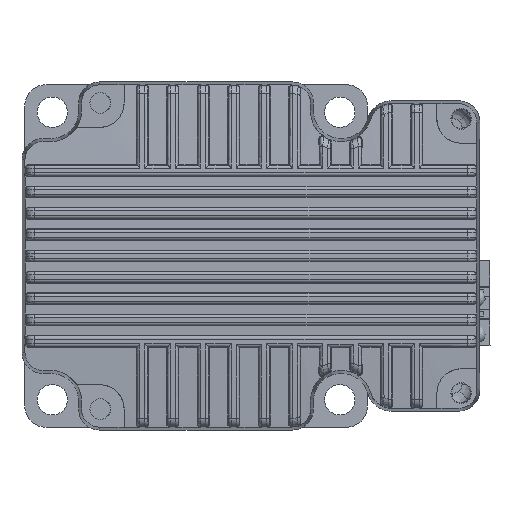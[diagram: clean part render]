
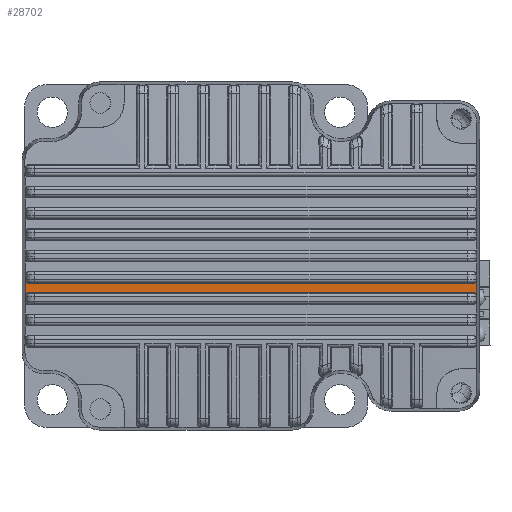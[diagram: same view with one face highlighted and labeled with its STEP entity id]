
A CAD part, front view. The second image highlights one B-rep face of the part: STEP entity #28702.
In plain terms, the highlighted cylindrical face has radius 272.359 mm (diameter 544.717 mm), a partial arc.
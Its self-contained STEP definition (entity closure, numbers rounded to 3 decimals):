
#474 = CARTESIAN_POINT ( 'NONE',  ( -16.973, -108.083, 55.487 ) ) ;
#1259 = CYLINDRICAL_SURFACE ( 'NONE', #6866, 272.359 ) ;
#1264 = CARTESIAN_POINT ( 'NONE',  ( 56.518, -108.084, 55.541 ) ) ;
#1812 = B_SPLINE_CURVE_WITH_KNOTS ( 'NONE', 3,
 ( #16764, #36258, #20045, #474, #23336, #3774 ),
 .UNSPECIFIED., .F., .F.,
 ( 4, 2, 4 ),
 ( 0., 0., 0.001 ),
 .UNSPECIFIED. ) ;
#2461 = CARTESIAN_POINT ( 'NONE',  ( 56.886, -108.122, 57.6 ) ) ;
#3774 = CARTESIAN_POINT ( 'NONE',  ( -16.712, -108.084, 55.541 ) ) ;
#4191 = LINE ( 'NONE', #17633, #36806 ) ;
#4489 = DIRECTION ( 'NONE',  ( 1., 0., 0. ) ) ;
#4706 = CARTESIAN_POINT ( 'NONE',  ( 56.831, -108.118, 57.339 ) ) ;
#5100 = CARTESIAN_POINT ( 'NONE',  ( 56.886, -108.073, 55.042 ) ) ;
#6219 = VERTEX_POINT ( 'NONE', #32037 ) ;
#6523 = CARTESIAN_POINT ( 'NONE',  ( -17.212, -108.073, 55.042 ) ) ;
#6585 = DIRECTION ( 'NONE',  ( -1., 0., 0. ) ) ;
#6739 = CARTESIAN_POINT ( 'NONE',  ( -16.843, -108.114, 57.1 ) ) ;
#6866 = AXIS2_PLACEMENT_3D ( 'NONE', #9775, #29306, #42193 ) ;
#7979 = CARTESIAN_POINT ( 'NONE',  ( 56.518, -108.114, 57.1 ) ) ;
#9167 = VERTEX_POINT ( 'NONE', #2461 ) ;
#9775 = CARTESIAN_POINT ( 'NONE',  ( 184.931, 164.208, 61.57 ) ) ;
#9807 = CARTESIAN_POINT ( 'NONE',  ( -17.211, -108.093, 55.894 ) ) ;
#9884 = EDGE_CURVE ( 'NONE', #9167, #18336, #23499, .T. ) ;
#9995 = ORIENTED_EDGE ( 'NONE', *, *, #29495, .T. ) ;
#11205 = CARTESIAN_POINT ( 'NONE',  ( -16.712, -108.084, 55.541 ) ) ;
#13098 = CARTESIAN_POINT ( 'NONE',  ( -17.211, -108.122, 57.6 ) ) ;
#13184 = EDGE_CURVE ( 'NONE', #26629, #6219, #22429, .T. ) ;
#14267 = ORIENTED_EDGE ( 'NONE', *, *, #18861, .T. ) ;
#16582 = CARTESIAN_POINT ( 'NONE',  ( -17.157, -108.118, 57.339 ) ) ;
#16764 = CARTESIAN_POINT ( 'NONE',  ( -17.212, -108.073, 55.042 ) ) ;
#17556 = CARTESIAN_POINT ( 'NONE',  ( 56.886, -108.073, 55.042 ) ) ;
#17633 = CARTESIAN_POINT ( 'NONE',  ( 184.931, -108.084, 55.541 ) ) ;
#18136 = CARTESIAN_POINT ( 'NONE',  ( -16.711, -108.114, 57.1 ) ) ;
#18336 = VERTEX_POINT ( 'NONE', #18891 ) ;
#18861 = EDGE_CURVE ( 'NONE', #18927, #34288, #4191, .T. ) ;
#18891 = CARTESIAN_POINT ( 'NONE',  ( 56.386, -108.114, 57.1 ) ) ;
#18927 = VERTEX_POINT ( 'NONE', #11205 ) ;
#19550 = CARTESIAN_POINT ( 'NONE',  ( 56.886, -108.093, 55.894 ) ) ;
#19751 = EDGE_CURVE ( 'NONE', #41803, #34288, #36929, .T. ) ;
#19831 = CARTESIAN_POINT ( 'NONE',  ( -17.211, -108.122, 57.6 ) ) ;
#20045 = CARTESIAN_POINT ( 'NONE',  ( -17.158, -108.079, 55.303 ) ) ;
#20117 = EDGE_CURVE ( 'NONE', #32174, #6219, #35702, .T. ) ;
#20549 = CARTESIAN_POINT ( 'NONE',  ( 56.886, -108.076, 55.174 ) ) ;
#20816 = CARTESIAN_POINT ( 'NONE',  ( 56.648, -108.083, 55.487 ) ) ;
#20954 = CARTESIAN_POINT ( 'NONE',  ( 56.886, -108.122, 57.6 ) ) ;
#21910 = ORIENTED_EDGE ( 'NONE', *, *, #28785, .T. ) ;
#22429 = B_SPLINE_CURVE_WITH_KNOTS ( 'NONE', 3,
 ( #29510, #6739, #36043, #16582, #39321, #19831 ),
 .UNSPECIFIED., .F., .F.,
 ( 4, 2, 4 ),
 ( 0., 0., 0.001 ),
 .UNSPECIFIED. ) ;
#23072 = ORIENTED_EDGE ( 'NONE', *, *, #9884, .T. ) ;
#23202 = LINE ( 'NONE', #26114, #39441 ) ;
#23336 = CARTESIAN_POINT ( 'NONE',  ( -16.844, -108.084, 55.541 ) ) ;
#23499 = B_SPLINE_CURVE_WITH_KNOTS ( 'NONE', 3,
 ( #20954, #24241, #4706, #27481, #7979, #30802 ),
 .UNSPECIFIED., .F., .F.,
 ( 4, 2, 4 ),
 ( 0., 0., 0.001 ),
 .UNSPECIFIED. ) ;
#24132 = CARTESIAN_POINT ( 'NONE',  ( 56.386, -108.084, 55.541 ) ) ;
#24241 = CARTESIAN_POINT ( 'NONE',  ( 56.886, -108.12, 57.468 ) ) ;
#25002 = EDGE_LOOP ( 'NONE', ( #38990, #21910, #14267, #41501, #28614, #23072, #9995, #26085 ) ) ;
#26085 = ORIENTED_EDGE ( 'NONE', *, *, #13184, .T. ) ;
#26114 = CARTESIAN_POINT ( 'NONE',  ( 184.931, -108.114, 57.1 ) ) ;
#26629 = VERTEX_POINT ( 'NONE', #18136 ) ;
#27228 = CARTESIAN_POINT ( 'NONE',  ( 56.832, -108.079, 55.303 ) ) ;
#27481 = CARTESIAN_POINT ( 'NONE',  ( 56.647, -108.115, 57.154 ) ) ;
#28179 = EDGE_CURVE ( 'NONE', #9167, #41803, #30854, .T. ) ;
#28614 = ORIENTED_EDGE ( 'NONE', *, *, #28179, .F. ) ;
#28702 = ADVANCED_FACE ( 'NONE', ( #35936 ), #1259, .T. ) ;
#28785 = EDGE_CURVE ( 'NONE', #32174, #18927, #1812, .T. ) ;
#29224 = CARTESIAN_POINT ( 'NONE',  ( 56.386, -108.084, 55.541 ) ) ;
#29306 = DIRECTION ( 'NONE',  ( -1., 0., 0. ) ) ;
#29495 = EDGE_CURVE ( 'NONE', #18336, #26629, #23202, .T. ) ;
#29510 = CARTESIAN_POINT ( 'NONE',  ( -16.711, -108.114, 57.1 ) ) ;
#30802 = CARTESIAN_POINT ( 'NONE',  ( 56.386, -108.114, 57.1 ) ) ;
#30854 =( BOUNDED_CURVE ( )  B_SPLINE_CURVE ( 3, ( #38881, #42116, #19550, #42258 ),
 .UNSPECIFIED., .F., .F. ) 
 B_SPLINE_CURVE_WITH_KNOTS ( ( 4, 4 ),
 ( 0.015, 0.024 ),
 .UNSPECIFIED. ) 
 CURVE ( )  GEOMETRIC_REPRESENTATION_ITEM ( )  RATIONAL_B_SPLINE_CURVE ( ( 1., 1., 1., 1. ) ) 
 REPRESENTATION_ITEM ( '' )  );
#32037 = CARTESIAN_POINT ( 'NONE',  ( -17.211, -108.122, 57.6 ) ) ;
#32174 = VERTEX_POINT ( 'NONE', #33335 ) ;
#32585 = CARTESIAN_POINT ( 'NONE',  ( -17.211, -108.11, 56.747 ) ) ;
#33335 = CARTESIAN_POINT ( 'NONE',  ( -17.212, -108.073, 55.042 ) ) ;
#34288 = VERTEX_POINT ( 'NONE', #29224 ) ;
#35702 =( BOUNDED_CURVE ( )  B_SPLINE_CURVE ( 3, ( #6523, #9807, #32585, #13098 ),
 .UNSPECIFIED., .F., .T. ) 
 B_SPLINE_CURVE_WITH_KNOTS ( ( 4, 4 ),
 ( 3.118, 3.127 ),
 .UNSPECIFIED. ) 
 CURVE ( )  GEOMETRIC_REPRESENTATION_ITEM ( )  RATIONAL_B_SPLINE_CURVE ( ( 1., 1., 1., 1. ) ) 
 REPRESENTATION_ITEM ( '' )  );
#35936 = FACE_OUTER_BOUND ( 'NONE', #25002, .T. ) ;
#36043 = CARTESIAN_POINT ( 'NONE',  ( -16.972, -108.115, 57.154 ) ) ;
#36258 = CARTESIAN_POINT ( 'NONE',  ( -17.212, -108.076, 55.174 ) ) ;
#36806 = VECTOR ( 'NONE', #4489, 1000. ) ;
#36929 = B_SPLINE_CURVE_WITH_KNOTS ( 'NONE', 3,
 ( #17556, #20549, #27228, #20816, #1264, #24132 ),
 .UNSPECIFIED., .F., .F.,
 ( 4, 2, 4 ),
 ( 0., 0., 0.001 ),
 .UNSPECIFIED. ) ;
#38881 = CARTESIAN_POINT ( 'NONE',  ( 56.886, -108.122, 57.6 ) ) ;
#38990 = ORIENTED_EDGE ( 'NONE', *, *, #20117, .F. ) ;
#39321 = CARTESIAN_POINT ( 'NONE',  ( -17.211, -108.12, 57.468 ) ) ;
#39441 = VECTOR ( 'NONE', #6585, 1000. ) ;
#41501 = ORIENTED_EDGE ( 'NONE', *, *, #19751, .F. ) ;
#41803 = VERTEX_POINT ( 'NONE', #5100 ) ;
#42116 = CARTESIAN_POINT ( 'NONE',  ( 56.886, -108.11, 56.747 ) ) ;
#42193 = DIRECTION ( 'NONE',  ( 0., 0., 1. ) ) ;
#42258 = CARTESIAN_POINT ( 'NONE',  ( 56.886, -108.073, 55.042 ) ) ;
